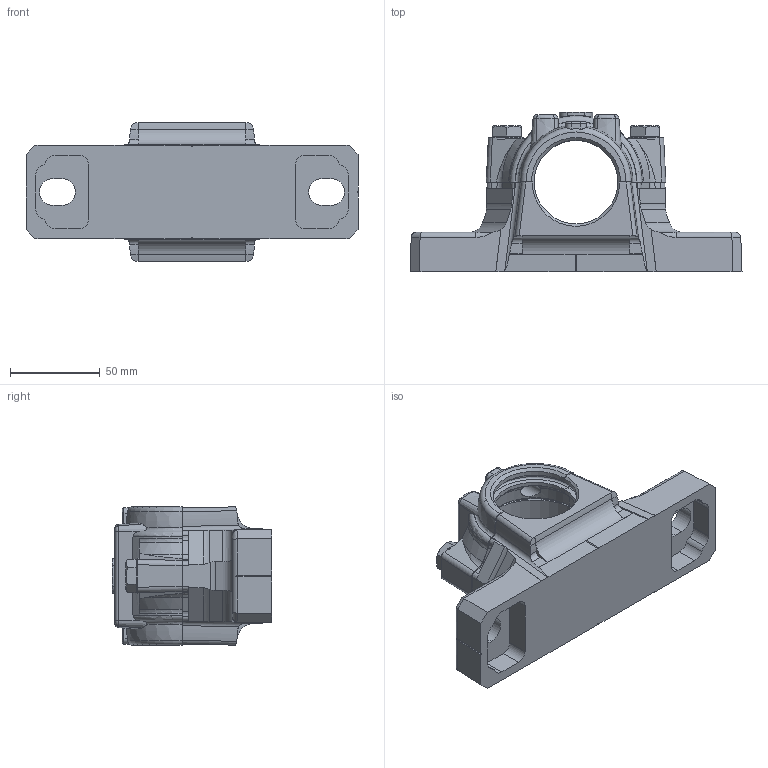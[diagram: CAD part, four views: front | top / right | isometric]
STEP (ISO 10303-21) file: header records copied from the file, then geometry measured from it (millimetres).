
FILE_DESCRIPTION(/* description */ ('STEP AP214'),/* implementation_level */ '2;1');
FILE_NAME(/* name */ 'SKF_SNL 206-305',/* time_stamp */ '2023-03-23T15:53:59+01:00',/* author */ ('License CC BY-ND 4.0'),/* organization */ ('CADENAS'),/* preprocessor_version */ 'ST-DEVELOPER v19.3',/* originating_system */ 'PARTsolutions',/* authorisation */ ' ');
FILE_SCHEMA (('AUTOMOTIVE_DESIGN {1 0 10303 214 3 1 1}'));
Length unit declared in the file: millimetre
Products named in the file (4): SKF_SNL 206-305; M10x40-10x40_001; SNL 206-305_c; SNL 206-305_b
Assembly tree (4 placements, depth 2):
  SKF_SNL 206-305
    M10x40-10x40_001  x2
    SNL 206-305_c
    SNL 206-305_b
Bounding box: 185 x 89 x 77.1 mm (x, y, z)
Volume: 336704.6 mm3; surface area: 78284.7 mm2
Topology: 4 solids, 4 shells, 727 faces, 2092 edges, 1387 vertices
Faces by surface type: plane 314, cylinder 260, cone 82, torus 71
Full cylindrical faces by diameter (mm): 8.376 x2, 8.606 x2, 10 x2, 11 x2, 12 x2, 15.2 x2
Entity records: 23929 total; most frequent: CARTESIAN_POINT 5450, ORIENTED_EDGE 4008, DIRECTION 3707, EDGE_CURVE 2004, AXIS2_PLACEMENT_3D 1391, VERTEX_POINT 1351, LINE 925, VECTOR 925
